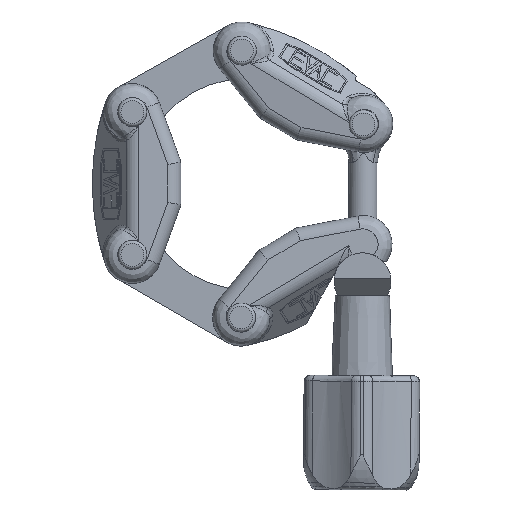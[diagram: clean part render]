
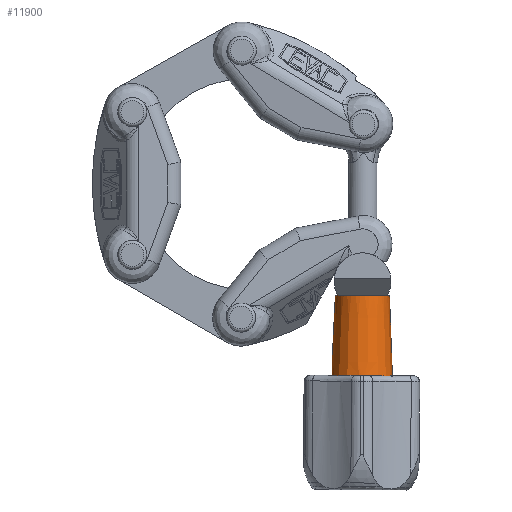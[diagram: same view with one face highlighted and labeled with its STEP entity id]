
A CAD part, left-side view. The second image highlights one B-rep face of the part: STEP entity #11900.
In plain terms, the highlighted conical face has half-angle 2.412 degrees and reference radius 5.322 mm.
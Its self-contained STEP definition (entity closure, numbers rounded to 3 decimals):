
#27=CONICAL_SURFACE('',#12929,5.322,0.042);
#561=B_SPLINE_CURVE_WITH_KNOTS('',3,(#23488,#23489,#23490,#23491),
 .UNSPECIFIED.,.F.,.F.,(4,4),(500.677,500.69),
 .UNSPECIFIED.);
#567=B_SPLINE_CURVE_WITH_KNOTS('',3,(#23537,#23538,#23539,#23540),
 .UNSPECIFIED.,.F.,.F.,(4,4),(500.677,500.69),
 .UNSPECIFIED.);
#572=B_SPLINE_CURVE_WITH_KNOTS('',3,(#23581,#23582,#23583,#23584),
 .UNSPECIFIED.,.F.,.F.,(4,4),(500.433,500.446),
 .UNSPECIFIED.);
#573=B_SPLINE_CURVE_WITH_KNOTS('',3,(#23585,#23586,#23587,#23588),
 .UNSPECIFIED.,.F.,.F.,(4,4),(500.677,500.69),
 .UNSPECIFIED.);
#574=B_SPLINE_CURVE_WITH_KNOTS('',3,(#23589,#23590,#23591,#23592),
 .UNSPECIFIED.,.F.,.F.,(4,4),(500.433,500.446),
 .UNSPECIFIED.);
#575=B_SPLINE_CURVE_WITH_KNOTS('',3,(#23596,#23597,#23598,#23599),
 .UNSPECIFIED.,.F.,.F.,(4,4),(500.677,500.69),
 .UNSPECIFIED.);
#576=B_SPLINE_CURVE_WITH_KNOTS('',3,(#23600,#23601,#23602,#23603),
 .UNSPECIFIED.,.F.,.F.,(4,4),(500.433,500.446),
 .UNSPECIFIED.);
#577=B_SPLINE_CURVE_WITH_KNOTS('',3,(#23604,#23605,#23606,#23607),
 .UNSPECIFIED.,.F.,.F.,(4,4),(500.433,500.446),
 .UNSPECIFIED.);
#578=B_SPLINE_CURVE_WITH_KNOTS('',3,(#23608,#23609,#23610,#23611),
 .UNSPECIFIED.,.F.,.F.,(4,4),(500.677,500.69),
 .UNSPECIFIED.);
#579=B_SPLINE_CURVE_WITH_KNOTS('',3,(#23612,#23613,#23614,#23615),
 .UNSPECIFIED.,.F.,.F.,(4,4),(500.433,500.446),
 .UNSPECIFIED.);
#6184=ORIENTED_EDGE('',*,*,#7949,.T.);
#6185=ORIENTED_EDGE('',*,*,#8052,.F.);
#6186=ORIENTED_EDGE('',*,*,#8046,.F.);
#6187=ORIENTED_EDGE('',*,*,#8053,.F.);
#6188=ORIENTED_EDGE('',*,*,#7919,.T.);
#6189=ORIENTED_EDGE('',*,*,#8054,.F.);
#6190=ORIENTED_EDGE('',*,*,#8055,.F.);
#6191=ORIENTED_EDGE('',*,*,#8056,.F.);
#6192=ORIENTED_EDGE('',*,*,#7977,.T.);
#6193=ORIENTED_EDGE('',*,*,#8057,.F.);
#6194=ORIENTED_EDGE('',*,*,#8042,.F.);
#6195=ORIENTED_EDGE('',*,*,#8044,.F.);
#6196=ORIENTED_EDGE('',*,*,#7957,.T.);
#6197=ORIENTED_EDGE('',*,*,#8058,.F.);
#6198=ORIENTED_EDGE('',*,*,#8050,.F.);
#6199=ORIENTED_EDGE('',*,*,#8059,.F.);
#6200=ORIENTED_EDGE('',*,*,#7909,.T.);
#6201=ORIENTED_EDGE('',*,*,#8060,.F.);
#6202=ORIENTED_EDGE('',*,*,#8040,.F.);
#6203=ORIENTED_EDGE('',*,*,#8035,.F.);
#6204=ORIENTED_EDGE('',*,*,#7890,.T.);
#7890=EDGE_CURVE('',#9125,#9125,#9353,.T.);
#7909=EDGE_CURVE('',#9145,#9144,#9364,.T.);
#7919=EDGE_CURVE('',#9155,#9154,#9372,.T.);
#7949=EDGE_CURVE('',#9177,#9176,#9395,.T.);
#7957=EDGE_CURVE('',#9183,#9182,#9401,.T.);
#7977=EDGE_CURVE('',#9199,#9198,#9413,.T.);
#8035=EDGE_CURVE('',#9177,#9231,#561,.T.);
#8040=EDGE_CURVE('',#9231,#9232,#9438,.T.);
#8042=EDGE_CURVE('',#9234,#9235,#9439,.T.);
#8044=EDGE_CURVE('',#9183,#9234,#567,.T.);
#8046=EDGE_CURVE('',#9237,#9238,#9440,.T.);
#8050=EDGE_CURVE('',#9240,#9241,#9442,.T.);
#8052=EDGE_CURVE('',#9238,#9176,#572,.T.);
#8053=EDGE_CURVE('',#9155,#9237,#573,.T.);
#8054=EDGE_CURVE('',#9242,#9154,#574,.T.);
#8055=EDGE_CURVE('',#9243,#9242,#9443,.T.);
#8056=EDGE_CURVE('',#9199,#9243,#575,.T.);
#8057=EDGE_CURVE('',#9235,#9198,#576,.T.);
#8058=EDGE_CURVE('',#9241,#9182,#577,.T.);
#8059=EDGE_CURVE('',#9145,#9240,#578,.T.);
#8060=EDGE_CURVE('',#9232,#9144,#579,.T.);
#9125=VERTEX_POINT('',#23023);
#9144=VERTEX_POINT('',#23068);
#9145=VERTEX_POINT('',#23070);
#9154=VERTEX_POINT('',#23089);
#9155=VERTEX_POINT('',#23091);
#9176=VERTEX_POINT('',#23173);
#9177=VERTEX_POINT('',#23175);
#9182=VERTEX_POINT('',#23188);
#9183=VERTEX_POINT('',#23190);
#9198=VERTEX_POINT('',#23240);
#9199=VERTEX_POINT('',#23242);
#9231=VERTEX_POINT('',#23492);
#9232=VERTEX_POINT('',#23514);
#9234=VERTEX_POINT('',#23526);
#9235=VERTEX_POINT('',#23528);
#9237=VERTEX_POINT('',#23550);
#9238=VERTEX_POINT('',#23552);
#9240=VERTEX_POINT('',#23570);
#9241=VERTEX_POINT('',#23572);
#9242=VERTEX_POINT('',#23593);
#9243=VERTEX_POINT('',#23595);
#9353=CIRCLE('',#12791,4.75);
#9364=CIRCLE('',#12806,5.34);
#9372=CIRCLE('',#12815,5.34);
#9395=CIRCLE('',#12845,5.34);
#9401=CIRCLE('',#12852,5.34);
#9413=CIRCLE('',#12869,5.34);
#9438=CIRCLE('',#12920,5.894);
#9439=CIRCLE('',#12922,5.894);
#9440=CIRCLE('',#12925,5.894);
#9442=CIRCLE('',#12928,5.894);
#9443=CIRCLE('',#12930,5.894);
#10124=EDGE_LOOP('',(#6184,#6185,#6186,#6187,#6188,#6189,#6190,#6191,#6192,
#6193,#6194,#6195,#6196,#6197,#6198,#6199,#6200,#6201,#6202,#6203));
#10125=EDGE_LOOP('',(#6204));
#10836=FACE_BOUND('',#10124,.T.);
#10837=FACE_BOUND('',#10125,.T.);
#11900=ADVANCED_FACE('',(#10836,#10837),#27,.T.);
#12791=AXIS2_PLACEMENT_3D('',#23022,#15429,#15430);
#12806=AXIS2_PLACEMENT_3D('',#23069,#15466,#15467);
#12815=AXIS2_PLACEMENT_3D('',#23090,#15486,#15487);
#12845=AXIS2_PLACEMENT_3D('',#23174,#15548,#15549);
#12852=AXIS2_PLACEMENT_3D('',#23189,#15564,#15565);
#12869=AXIS2_PLACEMENT_3D('',#23241,#15604,#15605);
#12920=AXIS2_PLACEMENT_3D('',#23517,#15712,#15713);
#12922=AXIS2_PLACEMENT_3D('',#23527,#15716,#15717);
#12925=AXIS2_PLACEMENT_3D('',#23551,#15722,#15723);
#12928=AXIS2_PLACEMENT_3D('',#23571,#15728,#15729);
#12929=AXIS2_PLACEMENT_3D('',#23580,#15730,#15731);
#12930=AXIS2_PLACEMENT_3D('',#23594,#15732,#15733);
#15429=DIRECTION('',(0.,0.,1.));
#15430=DIRECTION('',(1.,0.,0.));
#15466=DIRECTION('',(0.,0.,-1.));
#15467=DIRECTION('',(-1.,0.,0.));
#15486=DIRECTION('',(0.,0.,-1.));
#15487=DIRECTION('',(-1.,0.,0.));
#15548=DIRECTION('',(0.,0.,-1.));
#15549=DIRECTION('',(-1.,0.,0.));
#15564=DIRECTION('',(0.,0.,-1.));
#15565=DIRECTION('',(-1.,0.,0.));
#15604=DIRECTION('',(0.,0.,-1.));
#15605=DIRECTION('',(-1.,0.,0.));
#15712=DIRECTION('',(0.,0.,1.));
#15713=DIRECTION('',(0.,1.,0.));
#15716=DIRECTION('',(0.,0.,1.));
#15717=DIRECTION('',(0.,1.,0.));
#15722=DIRECTION('',(0.,0.,1.));
#15723=DIRECTION('',(0.,1.,0.));
#15728=DIRECTION('',(0.,0.,1.));
#15729=DIRECTION('',(0.,1.,0.));
#15730=DIRECTION('',(0.,0.,1.));
#15731=DIRECTION('',(0.,1.,0.));
#15732=DIRECTION('',(0.,0.,1.));
#15733=DIRECTION('',(0.,1.,0.));
#23022=CARTESIAN_POINT('',(0.,0.,-17.));
#23023=CARTESIAN_POINT('',(4.75,0.,-17.));
#23068=CARTESIAN_POINT('',(-4.902,2.118,-3.));
#23069=CARTESIAN_POINT('',(0.,0.,-3.));
#23070=CARTESIAN_POINT('',(-5.211,1.167,-3.));
#23089=CARTESIAN_POINT('',(5.211,1.167,-3.));
#23090=CARTESIAN_POINT('',(0.,0.,-3.));
#23091=CARTESIAN_POINT('',(4.902,2.118,-3.));
#23173=CARTESIAN_POINT('',(0.5,5.316,-3.));
#23174=CARTESIAN_POINT('',(0.,0.,-3.));
#23175=CARTESIAN_POINT('',(-0.5,5.316,-3.));
#23188=CARTESIAN_POINT('',(-3.529,-4.007,-3.));
#23189=CARTESIAN_POINT('',(0.,0.,-3.));
#23190=CARTESIAN_POINT('',(-2.72,-4.595,-3.));
#23240=CARTESIAN_POINT('',(2.72,-4.595,-3.));
#23241=CARTESIAN_POINT('',(0.,0.,-3.));
#23242=CARTESIAN_POINT('',(3.529,-4.007,-3.));
#23488=CARTESIAN_POINT('',(-0.5,5.316,-3.));
#23489=CARTESIAN_POINT('',(-0.5,5.502,1.384));
#23490=CARTESIAN_POINT('',(-0.5,5.687,5.769));
#23491=CARTESIAN_POINT('',(-0.5,5.872,10.153));
#23492=CARTESIAN_POINT('',(-0.5,5.872,10.153));
#23514=CARTESIAN_POINT('',(-5.43,2.29,10.153));
#23517=CARTESIAN_POINT('',(0.,0.,10.153));
#23526=CARTESIAN_POINT('',(-3.047,-5.045,10.153));
#23527=CARTESIAN_POINT('',(0.,0.,10.153));
#23528=CARTESIAN_POINT('',(3.047,-5.045,10.153));
#23537=CARTESIAN_POINT('',(-2.72,-4.595,-3.));
#23538=CARTESIAN_POINT('',(-2.829,-4.745,1.384));
#23539=CARTESIAN_POINT('',(-2.938,-4.895,5.769));
#23540=CARTESIAN_POINT('',(-3.047,-5.045,10.153));
#23550=CARTESIAN_POINT('',(5.43,2.29,10.153));
#23551=CARTESIAN_POINT('',(0.,0.,10.153));
#23552=CARTESIAN_POINT('',(0.5,5.872,10.153));
#23570=CARTESIAN_POINT('',(-5.74,1.339,10.153));
#23571=CARTESIAN_POINT('',(0.,0.,10.153));
#23572=CARTESIAN_POINT('',(-3.856,-4.457,10.153));
#23580=CARTESIAN_POINT('',(0.,0.,-3.423));
#23581=CARTESIAN_POINT('',(0.5,5.872,10.153));
#23582=CARTESIAN_POINT('',(0.5,5.687,5.769));
#23583=CARTESIAN_POINT('',(0.5,5.502,1.384));
#23584=CARTESIAN_POINT('',(0.5,5.316,-3.));
#23585=CARTESIAN_POINT('',(4.902,2.118,-3.));
#23586=CARTESIAN_POINT('',(5.078,2.176,1.384));
#23587=CARTESIAN_POINT('',(5.254,2.233,5.769));
#23588=CARTESIAN_POINT('',(5.43,2.29,10.153));
#23589=CARTESIAN_POINT('',(5.74,1.339,10.153));
#23590=CARTESIAN_POINT('',(5.563,1.282,5.769));
#23591=CARTESIAN_POINT('',(5.387,1.225,1.384));
#23592=CARTESIAN_POINT('',(5.211,1.167,-3.));
#23593=CARTESIAN_POINT('',(5.74,1.339,10.153));
#23594=CARTESIAN_POINT('',(0.,0.,10.153));
#23595=CARTESIAN_POINT('',(3.856,-4.457,10.153));
#23596=CARTESIAN_POINT('',(3.529,-4.007,-3.));
#23597=CARTESIAN_POINT('',(3.638,-4.157,1.384));
#23598=CARTESIAN_POINT('',(3.747,-4.307,5.769));
#23599=CARTESIAN_POINT('',(3.856,-4.457,10.153));
#23600=CARTESIAN_POINT('',(3.047,-5.045,10.153));
#23601=CARTESIAN_POINT('',(2.938,-4.895,5.769));
#23602=CARTESIAN_POINT('',(2.829,-4.745,1.384));
#23603=CARTESIAN_POINT('',(2.72,-4.595,-3.));
#23604=CARTESIAN_POINT('',(-3.856,-4.457,10.153));
#23605=CARTESIAN_POINT('',(-3.747,-4.307,5.769));
#23606=CARTESIAN_POINT('',(-3.638,-4.157,1.384));
#23607=CARTESIAN_POINT('',(-3.529,-4.007,-3.));
#23608=CARTESIAN_POINT('',(-5.211,1.167,-3.));
#23609=CARTESIAN_POINT('',(-5.387,1.225,1.384));
#23610=CARTESIAN_POINT('',(-5.563,1.282,5.769));
#23611=CARTESIAN_POINT('',(-5.74,1.339,10.153));
#23612=CARTESIAN_POINT('',(-5.43,2.29,10.153));
#23613=CARTESIAN_POINT('',(-5.254,2.233,5.769));
#23614=CARTESIAN_POINT('',(-5.078,2.176,1.384));
#23615=CARTESIAN_POINT('',(-4.902,2.118,-3.));
